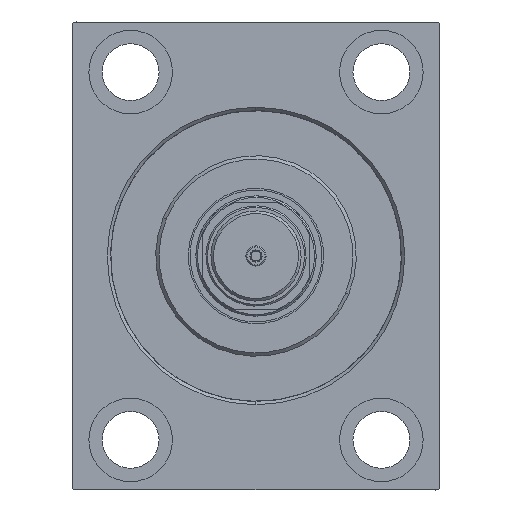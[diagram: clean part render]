
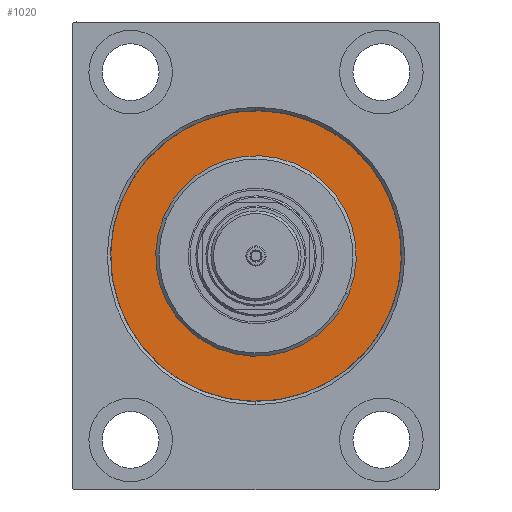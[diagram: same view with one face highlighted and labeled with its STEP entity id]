
A CAD part, left-side view. The second image highlights one B-rep face of the part: STEP entity #1020.
In plain terms, the highlighted face is planar.
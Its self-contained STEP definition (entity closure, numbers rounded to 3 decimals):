
#874 = DIRECTION ( 'NONE',  ( -1., 0., 0. ) ) ;
#1020 = ADVANCED_FACE ( 'NONE', ( #21712, #44158 ), #22176, .F. ) ;
#3592 = DIRECTION ( 'NONE',  ( 0., 0., -1. ) ) ;
#4322 = AXIS2_PLACEMENT_3D ( 'NONE', #33592, #874, #15443 ) ;
#5913 = AXIS2_PLACEMENT_3D ( 'NONE', #27504, #24148, #20098 ) ;
#6050 = DIRECTION ( 'NONE',  ( 1., 0., 0. ) ) ;
#6357 = CIRCLE ( 'NONE', #46770, 30. ) ;
#8135 = ORIENTED_EDGE ( 'NONE', *, *, #9307, .F. ) ;
#9007 = ORIENTED_EDGE ( 'NONE', *, *, #29478, .F. ) ;
#9307 = EDGE_CURVE ( 'NONE', #41367, #39698, #6357, .T. ) ;
#10117 = DIRECTION ( 'NONE',  ( 0., 0., -1. ) ) ;
#10727 = ORIENTED_EDGE ( 'NONE', *, *, #14553, .F. ) ;
#10995 = CARTESIAN_POINT ( 'NONE',  ( 0., 0., 0. ) ) ;
#12741 = CARTESIAN_POINT ( 'NONE',  ( 0., 0., 0. ) ) ;
#12986 = ORIENTED_EDGE ( 'NONE', *, *, #27970, .F. ) ;
#14553 = EDGE_CURVE ( 'NONE', #39698, #41367, #31691, .T. ) ;
#15443 = DIRECTION ( 'NONE',  ( 0., 0., 1. ) ) ;
#16696 = CARTESIAN_POINT ( 'NONE',  ( 0., 0., -43.5 ) ) ;
#16902 = AXIS2_PLACEMENT_3D ( 'NONE', #32458, #33153, #22413 ) ;
#19484 = AXIS2_PLACEMENT_3D ( 'NONE', #12741, #6050, #10117 ) ;
#19672 = CARTESIAN_POINT ( 'NONE',  ( 0., 0., 43.5 ) ) ;
#20098 = DIRECTION ( 'NONE',  ( 0., 0., 1. ) ) ;
#21712 = FACE_BOUND ( 'NONE', #31379, .T. ) ;
#22176 = PLANE ( 'NONE',  #16902 ) ;
#22413 = DIRECTION ( 'NONE',  ( 0., 0., 1. ) ) ;
#24148 = DIRECTION ( 'NONE',  ( -1., 0., 0. ) ) ;
#24919 = CIRCLE ( 'NONE', #4322, 43.5 ) ;
#27343 = VERTEX_POINT ( 'NONE', #19672 ) ;
#27504 = CARTESIAN_POINT ( 'NONE',  ( 0., 0., 0. ) ) ;
#27970 = EDGE_CURVE ( 'NONE', #27343, #46425, #24919, .T. ) ;
#29478 = EDGE_CURVE ( 'NONE', #46425, #27343, #45580, .T. ) ;
#31379 = EDGE_LOOP ( 'NONE', ( #8135, #10727 ) ) ;
#31691 = CIRCLE ( 'NONE', #19484, 30. ) ;
#32458 = CARTESIAN_POINT ( 'NONE',  ( 0., 0., 0. ) ) ;
#33153 = DIRECTION ( 'NONE',  ( -1., 0., 0. ) ) ;
#33592 = CARTESIAN_POINT ( 'NONE',  ( 0., 0., 0. ) ) ;
#33886 = CARTESIAN_POINT ( 'NONE',  ( 0., 0., 30. ) ) ;
#33910 = EDGE_LOOP ( 'NONE', ( #9007, #12986 ) ) ;
#39698 = VERTEX_POINT ( 'NONE', #40588 ) ;
#40588 = CARTESIAN_POINT ( 'NONE',  ( 0., 0., -30. ) ) ;
#41367 = VERTEX_POINT ( 'NONE', #33886 ) ;
#43501 = DIRECTION ( 'NONE',  ( 1., 0., 0. ) ) ;
#44158 = FACE_OUTER_BOUND ( 'NONE', #33910, .T. ) ;
#45580 = CIRCLE ( 'NONE', #5913, 43.5 ) ;
#46425 = VERTEX_POINT ( 'NONE', #16696 ) ;
#46770 = AXIS2_PLACEMENT_3D ( 'NONE', #10995, #43501, #3592 ) ;
